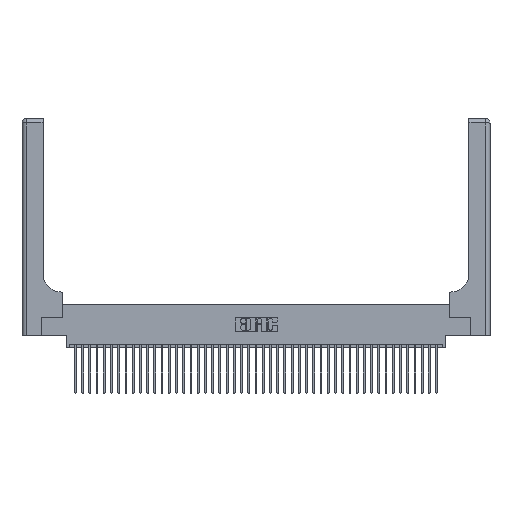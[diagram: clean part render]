
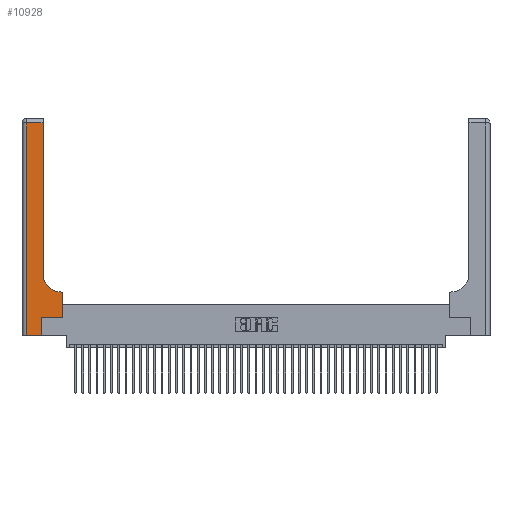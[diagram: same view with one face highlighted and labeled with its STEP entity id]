
A CAD part, top view. The second image highlights one B-rep face of the part: STEP entity #10928.
In plain terms, the highlighted planar face has unit normal (0, 0, 1).
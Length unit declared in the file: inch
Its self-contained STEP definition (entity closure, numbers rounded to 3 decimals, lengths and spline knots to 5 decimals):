
#610 = VERTEX_POINT ( 'NONE', #27318 ) ;
#721 = EDGE_CURVE ( 'NONE', #7707, #610, #11902, .T. ) ;
#1867 = DIRECTION ( 'NONE',  ( 1., 0., 0. ) ) ;
#1957 = EDGE_CURVE ( 'NONE', #7544, #7707, #26198, .T. ) ;
#2407 = VECTOR ( 'NONE', #20582, 39.37008 ) ;
#2554 = DIRECTION ( 'NONE',  ( 0., 0., -1. ) ) ;
#2605 = CARTESIAN_POINT ( 'NONE',  ( 0.269, 0., 0.37 ) ) ;
#2613 = DIRECTION ( 'NONE',  ( 0., 1., 0. ) ) ;
#2830 = VECTOR ( 'NONE', #34726, 39.37008 ) ;
#3206 = VERTEX_POINT ( 'NONE', #15642 ) ;
#3237 = CARTESIAN_POINT ( 'NONE',  ( 0., 0., 0.37 ) ) ;
#3412 = EDGE_CURVE ( 'NONE', #23484, #25798, #5814, .T. ) ;
#3931 = AXIS2_PLACEMENT_3D ( 'NONE', #23006, #2554, #26418 ) ;
#4038 = CARTESIAN_POINT ( 'NONE',  ( 0.2915, 0.6, 0.37 ) ) ;
#5814 = LINE ( 'NONE', #3237, #40966 ) ;
#5976 = CARTESIAN_POINT ( 'NONE',  ( 0.06, 0., 0.37 ) ) ;
#6067 = DIRECTION ( 'NONE',  ( 0., 1., 0. ) ) ;
#6641 = EDGE_LOOP ( 'NONE', ( #35743, #10690, #11773, #12847, #30980, #42160, #34167, #11256, #38431 ) ) ;
#7544 = VERTEX_POINT ( 'NONE', #43010 ) ;
#7707 = VERTEX_POINT ( 'NONE', #9047 ) ;
#7828 = FACE_OUTER_BOUND ( 'NONE', #6641, .T. ) ;
#7874 = CARTESIAN_POINT ( 'NONE',  ( 0.2915, 3., 0.37 ) ) ;
#8286 = LINE ( 'NONE', #7874, #25363 ) ;
#8631 = DIRECTION ( 'NONE',  ( 0., -1., 0. ) ) ;
#9047 = CARTESIAN_POINT ( 'NONE',  ( 0.5585, 0.6, 0.37 ) ) ;
#9278 = EDGE_CURVE ( 'NONE', #610, #24524, #19741, .T. ) ;
#10618 = VECTOR ( 'NONE', #6067, 39.37008 ) ;
#10690 = ORIENTED_EDGE ( 'NONE', *, *, #20284, .T. ) ;
#10723 = CARTESIAN_POINT ( 'NONE',  ( 0.5415, 0.85, 0.37 ) ) ;
#10928 = ADVANCED_FACE ( 'NONE', ( #7828 ), #19565, .F. ) ;
#11256 = ORIENTED_EDGE ( 'NONE', *, *, #721, .T. ) ;
#11773 = ORIENTED_EDGE ( 'NONE', *, *, #35254, .T. ) ;
#11902 = LINE ( 'NONE', #4038, #2830 ) ;
#12847 = ORIENTED_EDGE ( 'NONE', *, *, #3412, .T. ) ;
#14152 = DIRECTION ( 'NONE',  ( 1., 0., 0. ) ) ;
#15455 = CARTESIAN_POINT ( 'NONE',  ( 0.269, 0.25, 0.37 ) ) ;
#15642 = CARTESIAN_POINT ( 'NONE',  ( 0.2915, 2.94, 0.37 ) ) ;
#17330 = AXIS2_PLACEMENT_3D ( 'NONE', #10723, #34558, #14152 ) ;
#18153 = VERTEX_POINT ( 'NONE', #31162 ) ;
#19565 = PLANE ( 'NONE',  #3931 ) ;
#19741 = CIRCLE ( 'NONE', #17330, 0.25 ) ;
#20284 = EDGE_CURVE ( 'NONE', #3206, #18153, #39742, .T. ) ;
#20582 = DIRECTION ( 'NONE',  ( -1., 0., 0. ) ) ;
#23006 = CARTESIAN_POINT ( 'NONE',  ( 0., 3., 0.37 ) ) ;
#23484 = VERTEX_POINT ( 'NONE', #5976 ) ;
#24524 = VERTEX_POINT ( 'NONE', #31521 ) ;
#24901 = DIRECTION ( 'NONE',  ( 0., 1., 0. ) ) ;
#25134 = VECTOR ( 'NONE', #2613, 39.37008 ) ;
#25363 = VECTOR ( 'NONE', #24901, 39.37008 ) ;
#25650 = CARTESIAN_POINT ( 'NONE',  ( 0.06, 3., 0.37 ) ) ;
#25798 = VERTEX_POINT ( 'NONE', #31166 ) ;
#26198 = LINE ( 'NONE', #43572, #25134 ) ;
#26418 = DIRECTION ( 'NONE',  ( -1., 0., 0. ) ) ;
#26712 = LINE ( 'NONE', #25650, #34678 ) ;
#26863 = CARTESIAN_POINT ( 'NONE',  ( 0., 2.94, 0.37 ) ) ;
#27318 = CARTESIAN_POINT ( 'NONE',  ( 0.5415, 0.6, 0.37 ) ) ;
#28474 = EDGE_CURVE ( 'NONE', #24524, #3206, #8286, .T. ) ;
#29872 = VERTEX_POINT ( 'NONE', #35618 ) ;
#30980 = ORIENTED_EDGE ( 'NONE', *, *, #36127, .T. ) ;
#31162 = CARTESIAN_POINT ( 'NONE',  ( 0.06, 2.94, 0.37 ) ) ;
#31166 = CARTESIAN_POINT ( 'NONE',  ( 0.269, 0., 0.37 ) ) ;
#31521 = CARTESIAN_POINT ( 'NONE',  ( 0.2915, 0.85, 0.37 ) ) ;
#33852 = VECTOR ( 'NONE', #1867, 39.37008 ) ;
#34167 = ORIENTED_EDGE ( 'NONE', *, *, #1957, .T. ) ;
#34558 = DIRECTION ( 'NONE',  ( 0., 0., -1. ) ) ;
#34678 = VECTOR ( 'NONE', #8631, 39.37008 ) ;
#34726 = DIRECTION ( 'NONE',  ( -1., 0., 0. ) ) ;
#35254 = EDGE_CURVE ( 'NONE', #18153, #23484, #26712, .T. ) ;
#35618 = CARTESIAN_POINT ( 'NONE',  ( 0.269, 0.25, 0.37 ) ) ;
#35743 = ORIENTED_EDGE ( 'NONE', *, *, #28474, .T. ) ;
#35993 = LINE ( 'NONE', #15455, #33852 ) ;
#36127 = EDGE_CURVE ( 'NONE', #25798, #29872, #37805, .T. ) ;
#37365 = DIRECTION ( 'NONE',  ( 1., 0., 0. ) ) ;
#37805 = LINE ( 'NONE', #2605, #10618 ) ;
#38431 = ORIENTED_EDGE ( 'NONE', *, *, #9278, .T. ) ;
#39742 = LINE ( 'NONE', #26863, #2407 ) ;
#40966 = VECTOR ( 'NONE', #37365, 39.37008 ) ;
#41969 = EDGE_CURVE ( 'NONE', #29872, #7544, #35993, .T. ) ;
#42160 = ORIENTED_EDGE ( 'NONE', *, *, #41969, .T. ) ;
#43010 = CARTESIAN_POINT ( 'NONE',  ( 0.5585, 0.25, 0.37 ) ) ;
#43572 = CARTESIAN_POINT ( 'NONE',  ( 0.5585, 0.25, 0.37 ) ) ;
